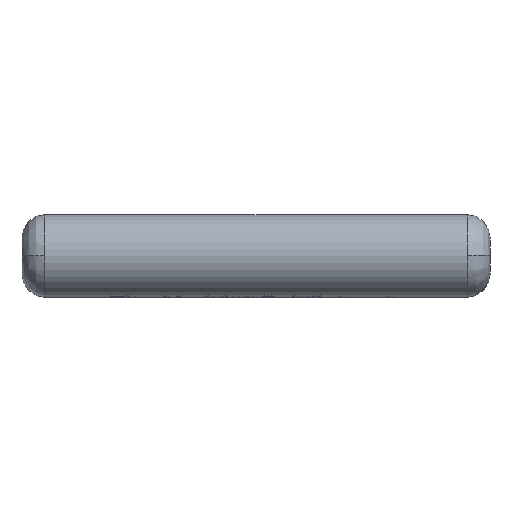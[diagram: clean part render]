
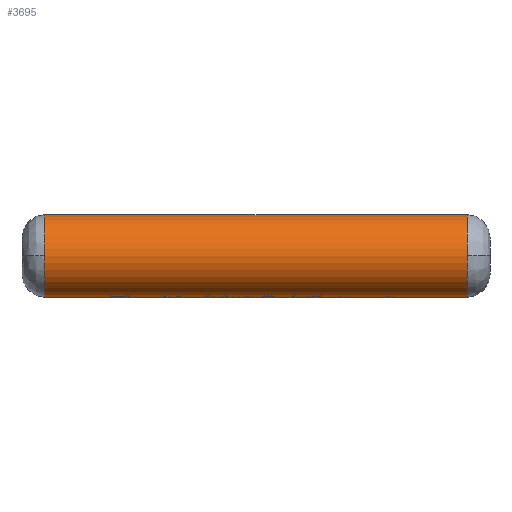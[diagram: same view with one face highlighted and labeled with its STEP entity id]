
A CAD part, top view. The second image highlights one B-rep face of the part: STEP entity #3695.
In plain terms, the highlighted cylindrical face has radius 9 mm (diameter 18 mm), a partial arc.
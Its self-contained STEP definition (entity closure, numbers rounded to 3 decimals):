
#1388 = CIRCLE ( 'NONE', #5643, 9. ) ;
#1494 = EDGE_CURVE ( 'NONE', #9783, #16276, #13071, .T. ) ;
#1731 = ORIENTED_EDGE ( 'NONE', *, *, #12624, .F. ) ;
#1983 = CARTESIAN_POINT ( 'NONE',  ( 0., 9., 0. ) ) ;
#2289 = ORIENTED_EDGE ( 'NONE', *, *, #11214, .T. ) ;
#2560 = DIRECTION ( 'NONE',  ( -1., 0., 0. ) ) ;
#2892 = CARTESIAN_POINT ( 'NONE',  ( 0., 0., 0. ) ) ;
#3044 = VERTEX_POINT ( 'NONE', #17915 ) ;
#3552 = CARTESIAN_POINT ( 'NONE',  ( -46., 0., 0. ) ) ;
#3695 = ADVANCED_FACE ( 'NONE', ( #18622 ), #5970, .T. ) ;
#4525 = ORIENTED_EDGE ( 'NONE', *, *, #5919, .F. ) ;
#4551 = AXIS2_PLACEMENT_3D ( 'NONE', #2892, #19959, #9079 ) ;
#4650 = EDGE_CURVE ( 'NONE', #12708, #3044, #12458, .T. ) ;
#4928 = CARTESIAN_POINT ( 'NONE',  ( 46., 0., 9. ) ) ;
#5643 = AXIS2_PLACEMENT_3D ( 'NONE', #9267, #17299, #7638 ) ;
#5859 = CARTESIAN_POINT ( 'NONE',  ( 0., -9., 0. ) ) ;
#5919 = EDGE_CURVE ( 'NONE', #9112, #9783, #17778, .T. ) ;
#5940 = AXIS2_PLACEMENT_3D ( 'NONE', #16652, #2560, #19814 ) ;
#5970 = CYLINDRICAL_SURFACE ( 'NONE', #4551, 9. ) ;
#6882 = AXIS2_PLACEMENT_3D ( 'NONE', #19389, #10037, #17580 ) ;
#7326 = LINE ( 'NONE', #5859, #19084 ) ;
#7638 = DIRECTION ( 'NONE',  ( 0., 1., 0. ) ) ;
#7648 = VECTOR ( 'NONE', #9809, 1000. ) ;
#8699 = EDGE_CURVE ( 'NONE', #16276, #16655, #12894, .T. ) ;
#9079 = DIRECTION ( 'NONE',  ( 0., 1., 0. ) ) ;
#9112 = VERTEX_POINT ( 'NONE', #13030 ) ;
#9267 = CARTESIAN_POINT ( 'NONE',  ( 46., 0., 0. ) ) ;
#9755 = ORIENTED_EDGE ( 'NONE', *, *, #8699, .F. ) ;
#9783 = VERTEX_POINT ( 'NONE', #19824 ) ;
#9793 = AXIS2_PLACEMENT_3D ( 'NONE', #3552, #14752, #10005 ) ;
#9809 = DIRECTION ( 'NONE',  ( 1., 0., 0. ) ) ;
#10005 = DIRECTION ( 'NONE',  ( 0., 1., 0. ) ) ;
#10037 = DIRECTION ( 'NONE',  ( 1., 0., 0. ) ) ;
#11214 = EDGE_CURVE ( 'NONE', #9112, #3044, #7326, .T. ) ;
#12134 = DIRECTION ( 'NONE',  ( 1., 0., 0. ) ) ;
#12458 = CIRCLE ( 'NONE', #6882, 9. ) ;
#12624 = EDGE_CURVE ( 'NONE', #16655, #12708, #1388, .T. ) ;
#12708 = VERTEX_POINT ( 'NONE', #4928 ) ;
#12845 = CARTESIAN_POINT ( 'NONE',  ( -46., 9., 0. ) ) ;
#12894 = LINE ( 'NONE', #1983, #7648 ) ;
#13030 = CARTESIAN_POINT ( 'NONE',  ( -46., -9., 0. ) ) ;
#13071 = CIRCLE ( 'NONE', #9793, 9. ) ;
#14727 = ORIENTED_EDGE ( 'NONE', *, *, #4650, .F. ) ;
#14752 = DIRECTION ( 'NONE',  ( -1., 0., 0. ) ) ;
#15260 = ORIENTED_EDGE ( 'NONE', *, *, #1494, .F. ) ;
#16276 = VERTEX_POINT ( 'NONE', #12845 ) ;
#16652 = CARTESIAN_POINT ( 'NONE',  ( -46., 0., 0. ) ) ;
#16655 = VERTEX_POINT ( 'NONE', #17763 ) ;
#17299 = DIRECTION ( 'NONE',  ( 1., 0., 0. ) ) ;
#17580 = DIRECTION ( 'NONE',  ( 0., 1., 0. ) ) ;
#17763 = CARTESIAN_POINT ( 'NONE',  ( 46., 9., 0. ) ) ;
#17778 = CIRCLE ( 'NONE', #5940, 9. ) ;
#17915 = CARTESIAN_POINT ( 'NONE',  ( 46., -9., 0. ) ) ;
#18622 = FACE_OUTER_BOUND ( 'NONE', #19862, .T. ) ;
#19084 = VECTOR ( 'NONE', #12134, 1000. ) ;
#19389 = CARTESIAN_POINT ( 'NONE',  ( 46., 0., 0. ) ) ;
#19814 = DIRECTION ( 'NONE',  ( 0., 1., 0. ) ) ;
#19824 = CARTESIAN_POINT ( 'NONE',  ( -46., 0., 9. ) ) ;
#19862 = EDGE_LOOP ( 'NONE', ( #4525, #2289, #14727, #1731, #9755, #15260 ) ) ;
#19959 = DIRECTION ( 'NONE',  ( 1., 0., 0. ) ) ;
